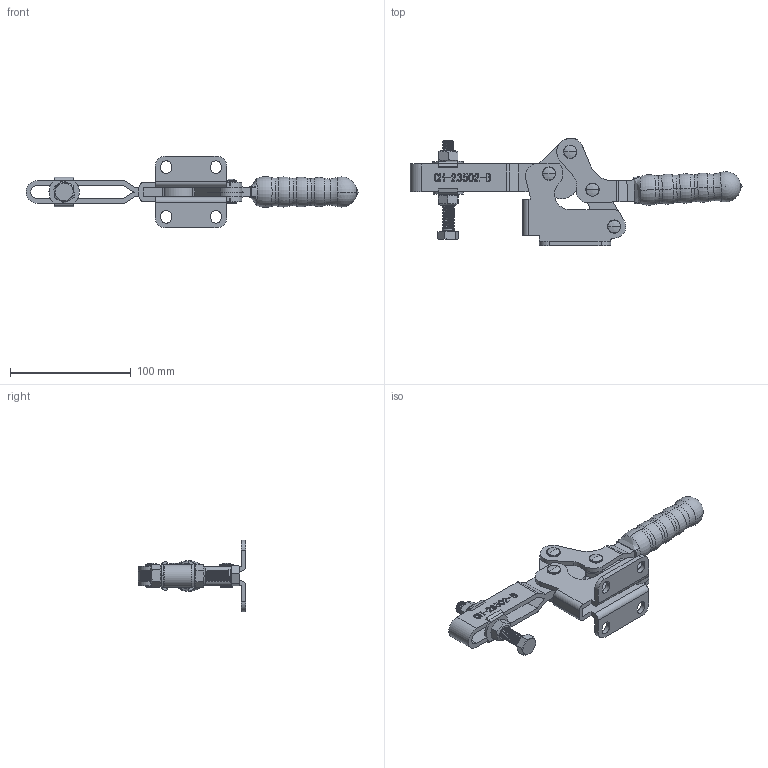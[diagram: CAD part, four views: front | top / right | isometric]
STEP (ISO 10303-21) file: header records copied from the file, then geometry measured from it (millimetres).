
FILE_DESCRIPTION (( 'STEP AP203' ), '1' );
FILE_NAME ('CH-23502-B.STEP', '2017-11-19T03:24:34', ( 'Windows' ), ( 'Microsoft' ), 'SwSTEP 2.0', 'SolidWorks 2015', '' );
FILE_SCHEMA (( 'CONFIG_CONTROL_DESIGN' ));
Length unit declared in the file: millimetre
Products named in the file (11): 23502-B-04; 23502-B-03; FW380; M10; CH-FC-107512; 23502-B-06; 23502-B-01; 綵竄忒參杶; 23502-B-02; CH-23502-B; 23502-B-05
Assembly tree (19 placements, depth 2):
  CH-23502-B
    23502-B-01
    23502-B-02
    23502-B-05  x4
    23502-B-04  x2
    23502-B-03
    FW380  x2
    M10  x2
    CH-FC-107512
    23502-B-06  x4
    綵竄忒參杶
Bounding box: 274.61 x 89.24 x 59 mm (x, y, z)
Volume: 135276.4 mm3; surface area: 78520.7 mm2
Topology: 19 solids, 19 shells, 832 faces, 2189 edges, 1425 vertices
Faces by surface type: plane 313, bspline 217, cylinder 187, torus 58, cone 47, sphere 10
Entity records: 36392 total; most frequent: CARTESIAN_POINT 19236, ORIENTED_EDGE 3642, DIRECTION 2637, EDGE_CURVE 1821, VERTEX_POINT 1199, LINE 993, VECTOR 993, AXIS2_PLACEMENT_3D 822
